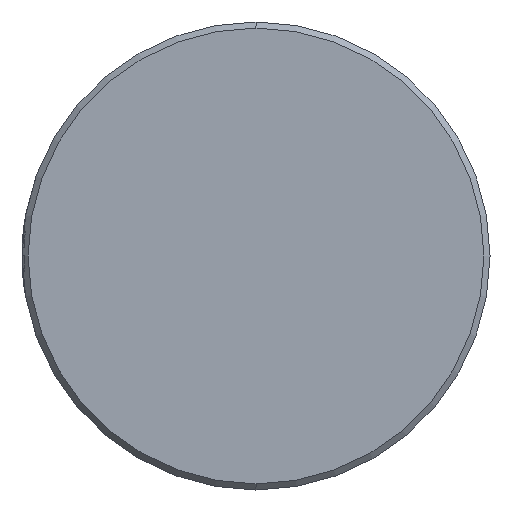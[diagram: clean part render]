
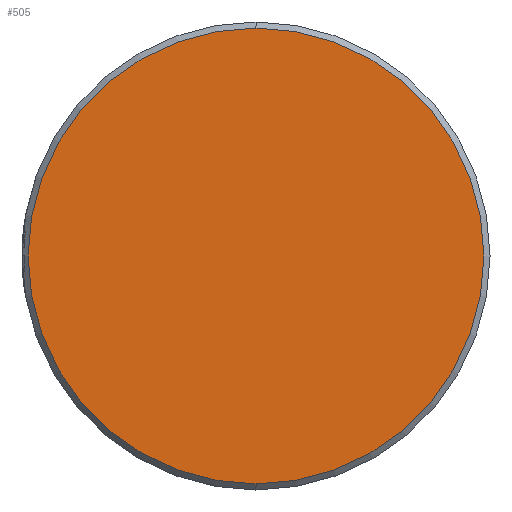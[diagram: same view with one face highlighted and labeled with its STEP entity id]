
A CAD part, left-side view. The second image highlights one B-rep face of the part: STEP entity #505.
In plain terms, the highlighted planar face has unit normal (-1, 0, 0).
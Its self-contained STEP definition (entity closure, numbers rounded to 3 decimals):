
#38 = CARTESIAN_POINT ( 'NONE',  ( -5., 0., 0. ) ) ;
#93 = DIRECTION ( 'NONE',  ( -1., 0., 0. ) ) ;
#109 = VERTEX_POINT ( 'NONE', #491 ) ;
#152 = DIRECTION ( 'NONE',  ( 0., 0., 1. ) ) ;
#156 = CIRCLE ( 'NONE', #956, 11.2 ) ;
#194 = CARTESIAN_POINT ( 'NONE',  ( -5., 0., -11.2 ) ) ;
#249 = DIRECTION ( 'NONE',  ( -1., 0., 0. ) ) ;
#350 = EDGE_LOOP ( 'NONE', ( #818, #736 ) ) ;
#360 = AXIS2_PLACEMENT_3D ( 'NONE', #380, #249, #903 ) ;
#380 = CARTESIAN_POINT ( 'NONE',  ( -5., 0., 0. ) ) ;
#406 = FACE_OUTER_BOUND ( 'NONE', #350, .T. ) ;
#491 = CARTESIAN_POINT ( 'NONE',  ( -5., 0., 11.2 ) ) ;
#505 = ADVANCED_FACE ( 'NONE', ( #406 ), #707, .T. ) ;
#605 = EDGE_CURVE ( 'NONE', #1220, #109, #871, .T. ) ;
#707 = PLANE ( 'NONE',  #1146 ) ;
#736 = ORIENTED_EDGE ( 'NONE', *, *, #1004, .T. ) ;
#767 = DIRECTION ( 'NONE',  ( -1., 0., 0. ) ) ;
#813 = DIRECTION ( 'NONE',  ( 0., 0., 1. ) ) ;
#818 = ORIENTED_EDGE ( 'NONE', *, *, #605, .T. ) ;
#871 = CIRCLE ( 'NONE', #360, 11.2 ) ;
#903 = DIRECTION ( 'NONE',  ( 0., 0., 1. ) ) ;
#956 = AXIS2_PLACEMENT_3D ( 'NONE', #38, #767, #152 ) ;
#1004 = EDGE_CURVE ( 'NONE', #109, #1220, #156, .T. ) ;
#1146 = AXIS2_PLACEMENT_3D ( 'NONE', #1320, #93, #813 ) ;
#1220 = VERTEX_POINT ( 'NONE', #194 ) ;
#1320 = CARTESIAN_POINT ( 'NONE',  ( -5., 0., 0. ) ) ;
